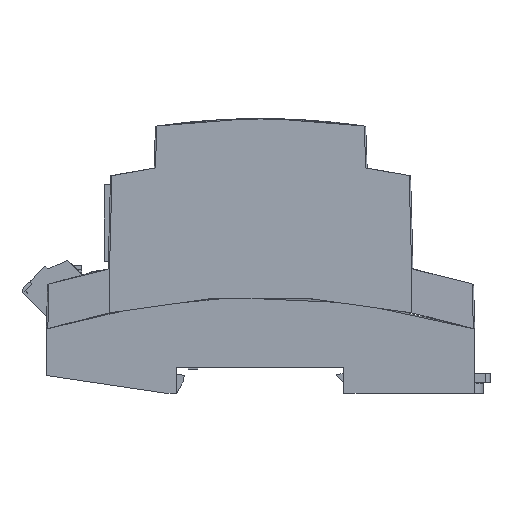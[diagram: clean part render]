
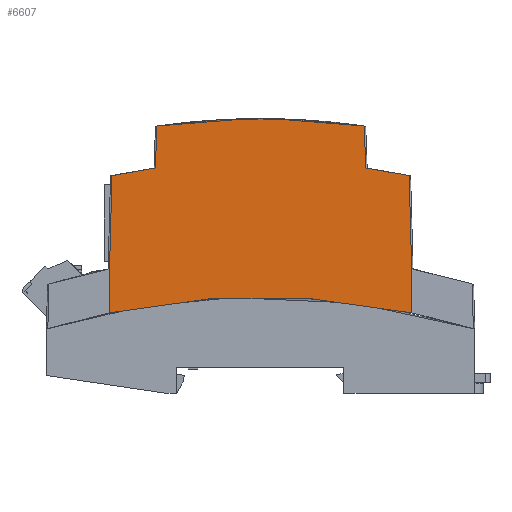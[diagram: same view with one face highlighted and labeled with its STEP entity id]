
A CAD part, left-side view. The second image highlights one B-rep face of the part: STEP entity #6607.
In plain terms, the highlighted planar face has unit normal (-1, 0, 0.009).
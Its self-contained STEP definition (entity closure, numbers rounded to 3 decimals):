
#3736=(
BOUNDED_CURVE()
B_SPLINE_CURVE(3,(#27515,#27516,#27517,#27518),.UNSPECIFIED.,.F.,.F.)
B_SPLINE_CURVE_WITH_KNOTS((4,4),(0.,65.465),.UNSPECIFIED.)
CURVE()
GEOMETRIC_REPRESENTATION_ITEM()
RATIONAL_B_SPLINE_CURVE((1.,0.986,0.986,1.))
REPRESENTATION_ITEM('')
);
#4680=PLANE('',#22520);
#6607=ADVANCED_FACE('',(#7340),#4680,.T.);
#7340=FACE_OUTER_BOUND('',#8089,.T.);
#8089=EDGE_LOOP('',(#9655,#9656,#9657,#9658,#9659,#9660,#9661,#9662,#9663,
#9664,#9665,#9666));
#9655=ORIENTED_EDGE('',*,*,#13513,.T.);
#9656=ORIENTED_EDGE('',*,*,#13494,.T.);
#9657=ORIENTED_EDGE('',*,*,#13517,.T.);
#9658=ORIENTED_EDGE('',*,*,#13397,.F.);
#9659=ORIENTED_EDGE('',*,*,#13502,.T.);
#9660=ORIENTED_EDGE('',*,*,#13279,.F.);
#9661=ORIENTED_EDGE('',*,*,#13428,.F.);
#9662=ORIENTED_EDGE('',*,*,#13377,.T.);
#9663=ORIENTED_EDGE('',*,*,#13430,.F.);
#9664=ORIENTED_EDGE('',*,*,#13421,.F.);
#9665=ORIENTED_EDGE('',*,*,#13501,.T.);
#9666=ORIENTED_EDGE('',*,*,#13388,.F.);
#13279=EDGE_CURVE('',#19376,#19357,#16776,.T.);
#13377=EDGE_CURVE('',#19468,#19467,#3736,.T.);
#13388=EDGE_CURVE('',#19492,#19493,#16877,.T.);
#13397=EDGE_CURVE('',#19498,#19499,#16886,.T.);
#13421=EDGE_CURVE('',#19514,#19515,#16910,.T.);
#13428=EDGE_CURVE('',#19468,#19376,#16917,.T.);
#13430=EDGE_CURVE('',#19515,#19467,#16919,.T.);
#13494=EDGE_CURVE('',#19561,#19562,#16983,.T.);
#13501=EDGE_CURVE('',#19514,#19493,#16990,.T.);
#13502=EDGE_CURVE('',#19498,#19357,#16991,.T.);
#13513=EDGE_CURVE('',#19492,#19561,#17002,.T.);
#13517=EDGE_CURVE('',#19562,#19499,#17006,.T.);
#16776=B_SPLINE_CURVE_WITH_KNOTS('',3,(#27265,#27266,#27267,#27268),
 .UNSPECIFIED.,.F.,.F.,(4,4),(-0.064,0.),.UNSPECIFIED.);
#16877=B_SPLINE_CURVE_WITH_KNOTS('',3,(#27567,#27568,#27569,#27570),
 .UNSPECIFIED.,.F.,.F.,(4,4),(-9.407,0.),.UNSPECIFIED.);
#16886=B_SPLINE_CURVE_WITH_KNOTS('',3,(#27609,#27610,#27611,#27612),
 .UNSPECIFIED.,.F.,.F.,(4,4),(-9.407,0.),.UNSPECIFIED.);
#16910=B_SPLINE_CURVE_WITH_KNOTS('',3,(#27757,#27758,#27759,#27760),
 .UNSPECIFIED.,.F.,.F.,(4,4),(-0.064,0.),.UNSPECIFIED.);
#16917=B_SPLINE_CURVE_WITH_KNOTS('',3,(#27791,#27792,#27793,#27794,#27795,
#27796,#27797,#27798,#27799,#27800,#27801,#27802,#27803),.UNSPECIFIED.,
 .F.,.F.,(4,3,3,3,4),(-9.399,-7.41,-4.748,
-2.081,0.),.UNSPECIFIED.);
#16919=B_SPLINE_CURVE_WITH_KNOTS('',3,(#27808,#27809,#27810,#27811,#27812,
#27813,#27814,#27815,#27816,#27817,#27818,#27819,#27820,#27821,#27822,#27823),
 .UNSPECIFIED.,.F.,.F.,(4,3,3,3,3,4),(-9.399,-8.977,
-6.336,-3.696,-1.173,0.),.UNSPECIFIED.);
#16983=B_SPLINE_CURVE_WITH_KNOTS('',3,(#28105,#28106,#28107,#28108,#28109,
#28110,#28111,#28112,#28113,#28114),.UNSPECIFIED.,.F.,.F.,(4,2,2,2,4),(0.,
11.094,22.188,33.282,44.377),
 .UNSPECIFIED.);
#16990=B_SPLINE_CURVE_WITH_KNOTS('',1,(#28135,#28136),.UNSPECIFIED.,.F.,
 .F.,(2,2),(-19.853,0.),.UNSPECIFIED.);
#16991=B_SPLINE_CURVE_WITH_KNOTS('',1,(#28137,#28138),.UNSPECIFIED.,.F.,
 .F.,(2,2),(-19.853,0.),.UNSPECIFIED.);
#17002=B_SPLINE_CURVE_WITH_KNOTS('',1,(#28171,#28172),.UNSPECIFIED.,.F.,
 .F.,(2,2),(-8.925,0.),.UNSPECIFIED.);
#17006=B_SPLINE_CURVE_WITH_KNOTS('',1,(#28183,#28184),.UNSPECIFIED.,.F.,
 .F.,(2,2),(-8.925,0.),.UNSPECIFIED.);
#19357=VERTEX_POINT('',#26368);
#19376=VERTEX_POINT('',#26387);
#19467=VERTEX_POINT('',#26478);
#19468=VERTEX_POINT('',#26479);
#19492=VERTEX_POINT('',#26503);
#19493=VERTEX_POINT('',#26504);
#19498=VERTEX_POINT('',#26509);
#19499=VERTEX_POINT('',#26510);
#19514=VERTEX_POINT('',#26525);
#19515=VERTEX_POINT('',#26526);
#19561=VERTEX_POINT('',#26572);
#19562=VERTEX_POINT('',#26573);
#22520=AXIS2_PLACEMENT_3D('',#26276,#23199,$);
#23199=DIRECTION('',(-1.,0.,0.009));
#26276=CARTESIAN_POINT('',(233.114,81.958,37.724));
#26368=CARTESIAN_POINT('',(232.799,75.43,1.569));
#26387=CARTESIAN_POINT('',(232.799,75.493,1.556));
#26478=CARTESIAN_POINT('',(232.717,10.97,-7.843));
#26479=CARTESIAN_POINT('',(232.717,75.494,-7.843));
#26503=CARTESIAN_POINT('',(232.986,20.813,23.053));
#26504=CARTESIAN_POINT('',(232.972,11.553,21.414));
#26509=CARTESIAN_POINT('',(232.972,74.91,21.414));
#26510=CARTESIAN_POINT('',(232.986,65.65,23.053));
#26525=CARTESIAN_POINT('',(232.799,11.033,1.569));
#26526=CARTESIAN_POINT('',(232.799,10.97,1.556));
#26572=CARTESIAN_POINT('',(233.064,21.125,31.972));
#26573=CARTESIAN_POINT('',(233.064,65.338,31.972));
#27265=CARTESIAN_POINT('',(232.799,75.493,1.556));
#27266=CARTESIAN_POINT('',(232.799,75.472,1.56));
#27267=CARTESIAN_POINT('',(232.799,75.451,1.565));
#27268=CARTESIAN_POINT('',(232.799,75.43,1.569));
#27515=CARTESIAN_POINT('',(232.717,75.494,-7.843));
#27516=CARTESIAN_POINT('',(232.756,54.142,-3.336));
#27517=CARTESIAN_POINT('',(232.756,32.321,-3.336));
#27518=CARTESIAN_POINT('',(232.717,10.97,-7.843));
#27567=CARTESIAN_POINT('',(232.986,20.813,23.053));
#27568=CARTESIAN_POINT('',(232.982,17.715,22.599));
#27569=CARTESIAN_POINT('',(232.978,14.624,22.051));
#27570=CARTESIAN_POINT('',(232.972,11.553,21.414));
#27609=CARTESIAN_POINT('',(232.972,74.91,21.414));
#27610=CARTESIAN_POINT('',(232.978,71.839,22.051));
#27611=CARTESIAN_POINT('',(232.982,68.747,22.599));
#27612=CARTESIAN_POINT('',(232.986,65.65,23.053));
#27757=CARTESIAN_POINT('',(232.799,11.033,1.569));
#27758=CARTESIAN_POINT('',(232.799,11.012,1.565));
#27759=CARTESIAN_POINT('',(232.799,10.991,1.56));
#27760=CARTESIAN_POINT('',(232.799,10.97,1.556));
#27791=CARTESIAN_POINT('',(232.717,75.494,-7.843));
#27792=CARTESIAN_POINT('',(232.723,75.493,-7.18));
#27793=CARTESIAN_POINT('',(232.728,75.493,-6.517));
#27794=CARTESIAN_POINT('',(232.734,75.493,-5.854));
#27795=CARTESIAN_POINT('',(232.742,75.493,-4.967));
#27796=CARTESIAN_POINT('',(232.75,75.493,-4.079));
#27797=CARTESIAN_POINT('',(232.757,75.493,-3.192));
#27798=CARTESIAN_POINT('',(232.765,75.493,-2.303));
#27799=CARTESIAN_POINT('',(232.773,75.493,-1.414));
#27800=CARTESIAN_POINT('',(232.781,75.493,-0.525));
#27801=CARTESIAN_POINT('',(232.787,75.493,0.169));
#27802=CARTESIAN_POINT('',(232.793,75.493,0.862));
#27803=CARTESIAN_POINT('',(232.799,75.493,1.556));
#27808=CARTESIAN_POINT('',(232.799,10.97,1.556));
#27809=CARTESIAN_POINT('',(232.798,10.97,1.415));
#27810=CARTESIAN_POINT('',(232.796,10.97,1.275));
#27811=CARTESIAN_POINT('',(232.795,10.97,1.134));
#27812=CARTESIAN_POINT('',(232.787,10.97,0.254));
#27813=CARTESIAN_POINT('',(232.78,10.97,-0.626));
#27814=CARTESIAN_POINT('',(232.772,10.97,-1.506));
#27815=CARTESIAN_POINT('',(232.764,10.97,-2.387));
#27816=CARTESIAN_POINT('',(232.757,10.97,-3.267));
#27817=CARTESIAN_POINT('',(232.749,10.97,-4.147));
#27818=CARTESIAN_POINT('',(232.742,10.97,-4.988));
#27819=CARTESIAN_POINT('',(232.734,10.97,-5.829));
#27820=CARTESIAN_POINT('',(232.727,10.97,-6.669));
#27821=CARTESIAN_POINT('',(232.724,10.97,-7.061));
#27822=CARTESIAN_POINT('',(232.72,10.97,-7.452));
#27823=CARTESIAN_POINT('',(232.717,10.97,-7.843));
#28105=CARTESIAN_POINT('',(233.064,21.125,31.972));
#28106=CARTESIAN_POINT('',(233.069,24.786,32.502));
#28107=CARTESIAN_POINT('',(233.072,28.462,32.901));
#28108=CARTESIAN_POINT('',(233.077,35.844,33.436));
#28109=CARTESIAN_POINT('',(233.078,39.539,33.571));
#28110=CARTESIAN_POINT('',(233.078,46.938,33.57));
#28111=CARTESIAN_POINT('',(233.077,50.633,33.435));
#28112=CARTESIAN_POINT('',(233.072,58.,32.901));
#28113=CARTESIAN_POINT('',(233.069,61.676,32.502));
#28114=CARTESIAN_POINT('',(233.064,65.338,31.972));
#28135=CARTESIAN_POINT('',(232.799,11.033,1.569));
#28136=CARTESIAN_POINT('',(232.972,11.553,21.414));
#28137=CARTESIAN_POINT('',(232.972,74.91,21.414));
#28138=CARTESIAN_POINT('',(232.799,75.43,1.569));
#28171=CARTESIAN_POINT('',(232.986,20.813,23.053));
#28172=CARTESIAN_POINT('',(233.064,21.125,31.972));
#28183=CARTESIAN_POINT('',(233.064,65.338,31.972));
#28184=CARTESIAN_POINT('',(232.986,65.65,23.053));
